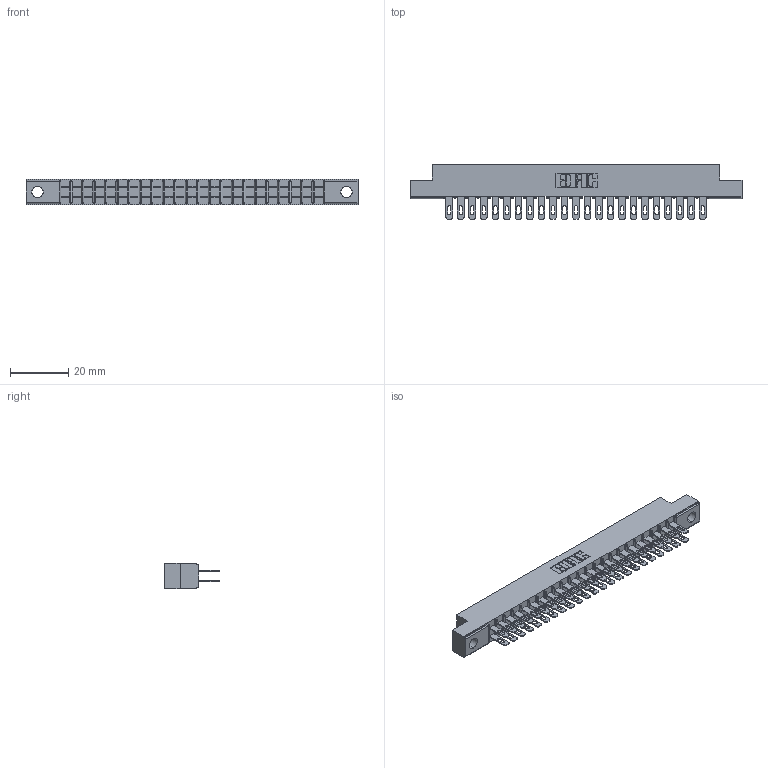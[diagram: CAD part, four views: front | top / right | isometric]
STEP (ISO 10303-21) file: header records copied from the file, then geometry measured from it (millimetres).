
FILE_DESCRIPTION (( 'STEP AP203' ), '1' );
FILE_NAME ('355-046-500-204.STEP', '2019-09-11T14:30:14', ( '' ), ( '' ), 'SwSTEP 2.0', 'SolidWorks 2016', '' );
FILE_SCHEMA (( 'CONFIG_CONTROL_DESIGN' ));
Length unit declared in the file: inch
Products named in the file (3): 355-046-500-204; 305-290-001_500; 305 Part_.156 Dia
Assembly tree (47 placements, depth 2):
  355-046-500-204
    305 Part_.156 Dia
    305-290-001_500  x46
Bounding box: 114.15 x 18.85 x 8.71 mm (x, y, z)
Volume: 7189.5 mm3; surface area: 14358.6 mm2
Topology: 47 solids, 47 shells, 2430 faces, 6953 edges, 4510 vertices
Faces by surface type: plane 1370, cylinder 968, sphere 92
Entity records: 27656 total; most frequent: CARTESIAN_POINT 4581, ORIENTED_EDGE 4542, DIRECTION 4441, EDGE_CURVE 2271, VECTOR 1821, LINE 1821, VERTEX_POINT 1450, AXIS2_PLACEMENT_3D 1310
